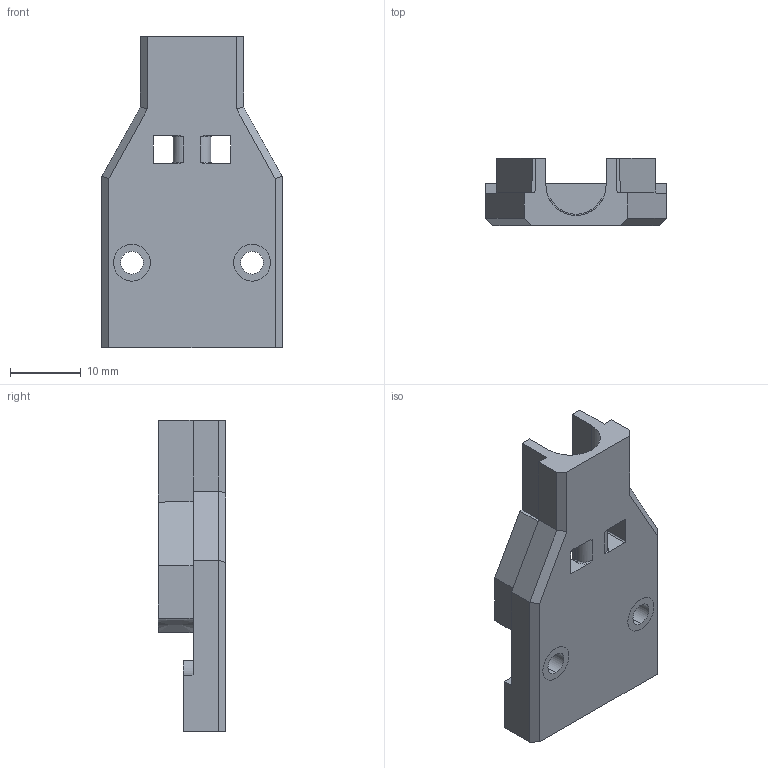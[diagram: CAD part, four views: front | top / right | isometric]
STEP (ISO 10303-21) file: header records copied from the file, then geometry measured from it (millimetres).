
FILE_DESCRIPTION (( 'STEP AP214' ), '1' );
FILE_NAME ('JXHSV06P-01028-d hot bed wire fixing bottom cover.step', '2023-06-08T06:48:32', ( '微软用户' ), ( '微软中国' ), 'SwSTEP 2.0', 'SolidWorks 2020', '' );
FILE_SCHEMA (( 'AUTOMOTIVE_DESIGN' ));
Length unit declared in the file: millimetre
Products named in the file (1): JXHSV06P-01028-d hot bed wire fixing bottom cover
Bounding box: 25.5 x 9.5 x 44 mm (x, y, z)
Volume: 4287.5 mm3; surface area: 3792 mm2
Topology: 1 solids, 1 shells, 151 faces, 414 edges, 268 vertices
Faces by surface type: plane 87, cylinder 26, cone 22, bspline 16
Entity records: 5258 total; most frequent: CARTESIAN_POINT 1435, ORIENTED_EDGE 820, DIRECTION 704, EDGE_CURVE 410, VERTEX_POINT 268, VECTOR 254, LINE 254, AXIS2_PLACEMENT_3D 225
